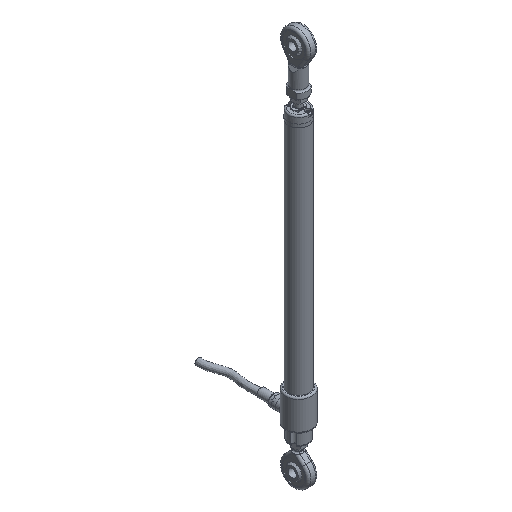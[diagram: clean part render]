
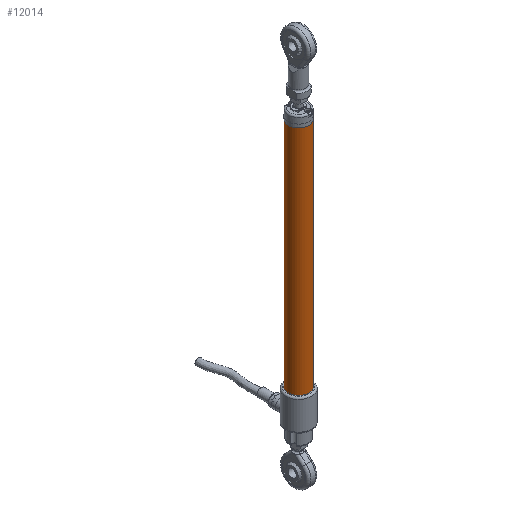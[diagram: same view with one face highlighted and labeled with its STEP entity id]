
A CAD part, isometric view. The second image highlights one B-rep face of the part: STEP entity #12014.
In plain terms, the highlighted cylindrical face has radius 6.35 mm (diameter 12.7 mm), a full revolution.
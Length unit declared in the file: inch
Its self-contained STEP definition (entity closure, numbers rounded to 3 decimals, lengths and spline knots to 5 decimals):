
#666 = CIRCLE ( 'NONE', #15250, 0.25 ) ;
#817 = CARTESIAN_POINT ( 'NONE',  ( 0., 0., -0.9311 ) ) ;
#1232 = ORIENTED_EDGE ( 'NONE', *, *, #7667, .F. ) ;
#1746 = VERTEX_POINT ( 'NONE', #1994 ) ;
#1769 = CYLINDRICAL_SURFACE ( 'NONE', #11737, 0.25 ) ;
#1994 = CARTESIAN_POINT ( 'NONE',  ( 0.12351, -0.21736, -6.93504 ) ) ;
#2335 = FACE_OUTER_BOUND ( 'NONE', #7005, .T. ) ;
#3349 = DIRECTION ( 'NONE',  ( 0., 0., -1. ) ) ;
#3527 = FACE_OUTER_BOUND ( 'NONE', #15134, .T. ) ;
#4686 = EDGE_CURVE ( 'NONE', #16529, #16529, #666, .T. ) ;
#5980 = DIRECTION ( 'NONE',  ( 0., 0., -1. ) ) ;
#7005 = EDGE_LOOP ( 'NONE', ( #1232 ) ) ;
#7667 = EDGE_CURVE ( 'NONE', #1746, #1746, #11750, .T. ) ;
#8211 = AXIS2_PLACEMENT_3D ( 'NONE', #12479, #12397, #10004 ) ;
#8311 = DIRECTION ( 'NONE',  ( 0.494, -0.869, 0. ) ) ;
#10004 = DIRECTION ( 'NONE',  ( 0.494, -0.869, 0. ) ) ;
#11737 = AXIS2_PLACEMENT_3D ( 'NONE', #817, #5980, #16258 ) ;
#11750 = CIRCLE ( 'NONE', #8211, 0.25 ) ;
#12014 = ADVANCED_FACE ( 'NONE', ( #3527, #2335 ), #1769, .T. ) ;
#12397 = DIRECTION ( 'NONE',  ( 0., 0., -1. ) ) ;
#12479 = CARTESIAN_POINT ( 'NONE',  ( 0., 0., -6.93504 ) ) ;
#13981 = ORIENTED_EDGE ( 'NONE', *, *, #4686, .T. ) ;
#14876 = CARTESIAN_POINT ( 'NONE',  ( 0.12351, -0.21736, -0.9311 ) ) ;
#15134 = EDGE_LOOP ( 'NONE', ( #13981 ) ) ;
#15250 = AXIS2_PLACEMENT_3D ( 'NONE', #15921, #3349, #8311 ) ;
#15921 = CARTESIAN_POINT ( 'NONE',  ( 0., 0., -0.9311 ) ) ;
#16258 = DIRECTION ( 'NONE',  ( 0.494, -0.869, 0. ) ) ;
#16529 = VERTEX_POINT ( 'NONE', #14876 ) ;
